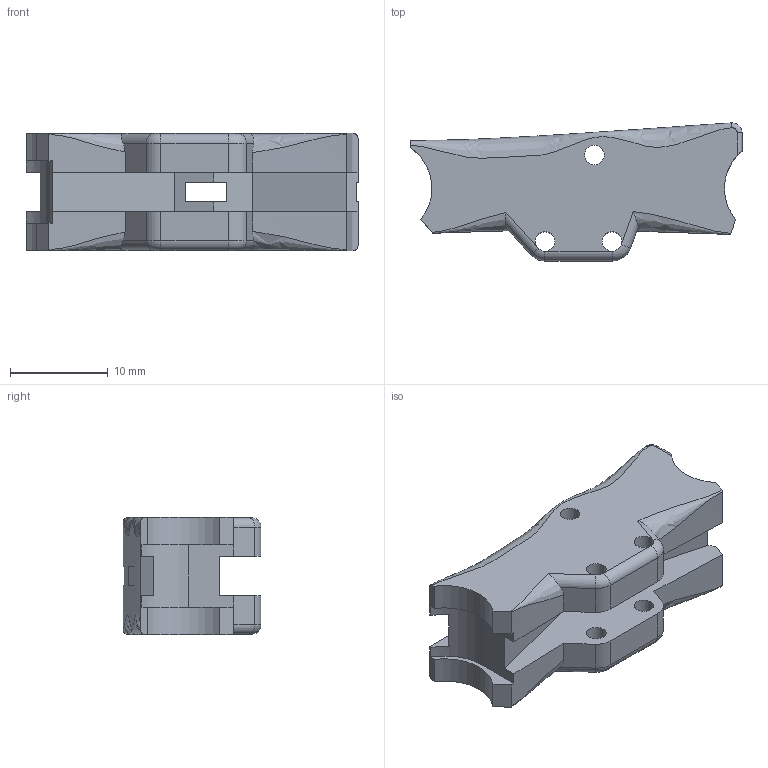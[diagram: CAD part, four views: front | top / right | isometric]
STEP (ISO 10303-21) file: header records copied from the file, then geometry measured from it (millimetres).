
FILE_DESCRIPTION(/* description */ ('STEP AP214'),/* implementation_level */ '2;1');
FILE_NAME(/* name */ '683c51324258294a187f3e01',/* time_stamp */ '2025-06-01T13:10:11Z',/* author */ (''),/* organization */ (''),/* preprocessor_version */ 'ST-DEVELOPER v20',/* originating_system */ 'ONSHAPE BY PTC INC, 1.198',/* authorisation */ ' ');
FILE_SCHEMA (('AUTOMOTIVE_DESIGN {1 0 10303 214 3 1 1}'));
Length unit declared in the file: metre
Products named in the file (1): MLP_THUMB_12
Bounding box: 34.05 x 14.15 x 12 mm (x, y, z)
Volume: 3196.5 mm3; surface area: 2432.7 mm2
Topology: 1 solids, 1 shells, 75 faces, 228 edges, 146 vertices
Faces by surface type: plane 33, cylinder 25, bspline 11, torus 6
Full cylindrical faces by diameter (mm): 2 x6
Entity records: 3684 total; most frequent: CARTESIAN_POINT 1741, ORIENTED_EDGE 432, DIRECTION 348, EDGE_CURVE 216, VERTEX_POINT 140, LINE 118, VECTOR 118, AXIS2_PLACEMENT_3D 115
